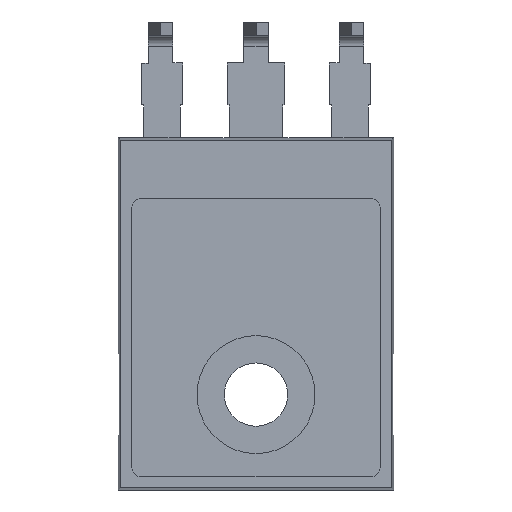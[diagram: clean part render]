
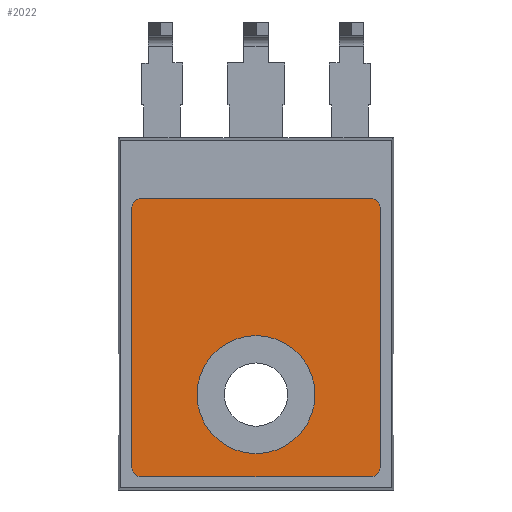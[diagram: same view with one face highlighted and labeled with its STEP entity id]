
A CAD part, front view. The second image highlights one B-rep face of the part: STEP entity #2022.
In plain terms, the highlighted planar face has unit normal (0, -1, 0).
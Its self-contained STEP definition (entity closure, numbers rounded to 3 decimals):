
#46 = AXIS2_PLACEMENT_3D ( 'NONE', #3052, #4069, #3338 ) ;
#81 = VERTEX_POINT ( 'NONE', #949 ) ;
#97 = ORIENTED_EDGE ( 'NONE', *, *, #1996, .T. ) ;
#150 = ORIENTED_EDGE ( 'NONE', *, *, #3043, .F. ) ;
#152 = EDGE_CURVE ( 'NONE', #3249, #359, #3103, .T. ) ;
#191 = CIRCLE ( 'NONE', #466, 3.4 ) ;
#220 = EDGE_CURVE ( 'NONE', #359, #2282, #2139, .T. ) ;
#292 = DIRECTION ( 'NONE',  ( 0., -1., 0. ) ) ;
#356 = DIRECTION ( 'NONE',  ( 0., -1., 0. ) ) ;
#359 = VERTEX_POINT ( 'NONE', #1196 ) ;
#365 = CARTESIAN_POINT ( 'NONE',  ( 0., -2.41, 3.4 ) ) ;
#390 = VERTEX_POINT ( 'NONE', #3912 ) ;
#450 = ORIENTED_EDGE ( 'NONE', *, *, #220, .T. ) ;
#463 = ORIENTED_EDGE ( 'NONE', *, *, #3262, .F. ) ;
#466 = AXIS2_PLACEMENT_3D ( 'NONE', #907, #3170, #4195 ) ;
#475 = AXIS2_PLACEMENT_3D ( 'NONE', #3640, #2860, #4217 ) ;
#534 = VERTEX_POINT ( 'NONE', #1567 ) ;
#600 = EDGE_CURVE ( 'NONE', #534, #81, #1808, .T. ) ;
#715 = CARTESIAN_POINT ( 'NONE',  ( -6.65, -2.41, -4.724 ) ) ;
#769 = VERTEX_POINT ( 'NONE', #715 ) ;
#780 = DIRECTION ( 'NONE',  ( 0., -1., 0. ) ) ;
#812 = CARTESIAN_POINT ( 'NONE',  ( -6.65, -2.41, 11.3 ) ) ;
#907 = CARTESIAN_POINT ( 'NONE',  ( 0., -2.41, 0. ) ) ;
#919 = VERTEX_POINT ( 'NONE', #2852 ) ;
#948 = CIRCLE ( 'NONE', #46, 0.5 ) ;
#949 = CARTESIAN_POINT ( 'NONE',  ( 7.15, -2.41, -4.224 ) ) ;
#991 = FACE_BOUND ( 'NONE', #3395, .T. ) ;
#1057 = DIRECTION ( 'NONE',  ( 1., 0., 0. ) ) ;
#1095 = DIRECTION ( 'NONE',  ( 0., 0., -1. ) ) ;
#1196 = CARTESIAN_POINT ( 'NONE',  ( -7.15, -2.41, 10.8 ) ) ;
#1202 = AXIS2_PLACEMENT_3D ( 'NONE', #2520, #1852, #3220 ) ;
#1312 = FACE_OUTER_BOUND ( 'NONE', #3941, .T. ) ;
#1420 = ORIENTED_EDGE ( 'NONE', *, *, #3186, .T. ) ;
#1447 = VECTOR ( 'NONE', #1930, 1000. ) ;
#1455 = LINE ( 'NONE', #4175, #3792 ) ;
#1508 = AXIS2_PLACEMENT_3D ( 'NONE', #3822, #780, #1095 ) ;
#1543 = DIRECTION ( 'NONE',  ( 0., 0., -1. ) ) ;
#1567 = CARTESIAN_POINT ( 'NONE',  ( 6.65, -2.41, -4.724 ) ) ;
#1628 = CARTESIAN_POINT ( 'NONE',  ( 6.65, -2.41, 11.3 ) ) ;
#1646 = LINE ( 'NONE', #3641, #1447 ) ;
#1682 = EDGE_CURVE ( 'NONE', #769, #534, #3529, .T. ) ;
#1808 = CIRCLE ( 'NONE', #475, 0.5 ) ;
#1826 = ORIENTED_EDGE ( 'NONE', *, *, #600, .T. ) ;
#1852 = DIRECTION ( 'NONE',  ( 0., -1., 0. ) ) ;
#1855 = ORIENTED_EDGE ( 'NONE', *, *, #1682, .T. ) ;
#1930 = DIRECTION ( 'NONE',  ( 0., 0., 1. ) ) ;
#1996 = EDGE_CURVE ( 'NONE', #2282, #769, #948, .T. ) ;
#2022 = ADVANCED_FACE ( 'NONE', ( #1312, #991 ), #3112, .T. ) ;
#2139 = LINE ( 'NONE', #3876, #3458 ) ;
#2171 = ORIENTED_EDGE ( 'NONE', *, *, #152, .T. ) ;
#2282 = VERTEX_POINT ( 'NONE', #3886 ) ;
#2317 = EDGE_CURVE ( 'NONE', #390, #3354, #3405, .T. ) ;
#2369 = AXIS2_PLACEMENT_3D ( 'NONE', #3392, #356, #3060 ) ;
#2520 = CARTESIAN_POINT ( 'NONE',  ( 6.65, -2.41, 10.8 ) ) ;
#2852 = CARTESIAN_POINT ( 'NONE',  ( 0., -2.41, -3.4 ) ) ;
#2860 = DIRECTION ( 'NONE',  ( 0., -1., 0. ) ) ;
#2937 = VECTOR ( 'NONE', #1057, 1000. ) ;
#2995 = DIRECTION ( 'NONE',  ( 0., 0., -1. ) ) ;
#3043 = EDGE_CURVE ( 'NONE', #919, #4302, #3455, .T. ) ;
#3052 = CARTESIAN_POINT ( 'NONE',  ( -6.65, -2.41, -4.224 ) ) ;
#3060 = DIRECTION ( 'NONE',  ( 0., 0., -1. ) ) ;
#3103 = CIRCLE ( 'NONE', #2369, 0.5 ) ;
#3112 = PLANE ( 'NONE',  #1508 ) ;
#3118 = CARTESIAN_POINT ( 'NONE',  ( 6.65, -2.41, -4.724 ) ) ;
#3170 = DIRECTION ( 'NONE',  ( 0., -1., 0. ) ) ;
#3186 = EDGE_CURVE ( 'NONE', #3354, #3249, #1455, .T. ) ;
#3220 = DIRECTION ( 'NONE',  ( 0., 0., 1. ) ) ;
#3249 = VERTEX_POINT ( 'NONE', #812 ) ;
#3262 = EDGE_CURVE ( 'NONE', #4302, #919, #191, .T. ) ;
#3325 = ORIENTED_EDGE ( 'NONE', *, *, #2317, .T. ) ;
#3327 = CARTESIAN_POINT ( 'NONE',  ( 0., -2.41, 0. ) ) ;
#3338 = DIRECTION ( 'NONE',  ( 0., 0., -1. ) ) ;
#3354 = VERTEX_POINT ( 'NONE', #1628 ) ;
#3392 = CARTESIAN_POINT ( 'NONE',  ( -6.65, -2.41, 10.8 ) ) ;
#3395 = EDGE_LOOP ( 'NONE', ( #463, #150 ) ) ;
#3405 = CIRCLE ( 'NONE', #1202, 0.5 ) ;
#3438 = EDGE_CURVE ( 'NONE', #81, #390, #1646, .T. ) ;
#3455 = CIRCLE ( 'NONE', #4236, 3.4 ) ;
#3458 = VECTOR ( 'NONE', #1543, 1000. ) ;
#3529 = LINE ( 'NONE', #3118, #2937 ) ;
#3640 = CARTESIAN_POINT ( 'NONE',  ( 6.65, -2.41, -4.224 ) ) ;
#3641 = CARTESIAN_POINT ( 'NONE',  ( 7.15, -2.41, 10.8 ) ) ;
#3792 = VECTOR ( 'NONE', #3836, 1000. ) ;
#3822 = CARTESIAN_POINT ( 'NONE',  ( -6.65, -2.41, -4.224 ) ) ;
#3836 = DIRECTION ( 'NONE',  ( -1., 0., 0. ) ) ;
#3876 = CARTESIAN_POINT ( 'NONE',  ( -7.15, -2.41, -4.224 ) ) ;
#3886 = CARTESIAN_POINT ( 'NONE',  ( -7.15, -2.41, -4.224 ) ) ;
#3912 = CARTESIAN_POINT ( 'NONE',  ( 7.15, -2.41, 10.8 ) ) ;
#3941 = EDGE_LOOP ( 'NONE', ( #97, #1855, #1826, #4110, #3325, #1420, #2171, #450 ) ) ;
#4069 = DIRECTION ( 'NONE',  ( 0., -1., 0. ) ) ;
#4110 = ORIENTED_EDGE ( 'NONE', *, *, #3438, .T. ) ;
#4175 = CARTESIAN_POINT ( 'NONE',  ( -6.65, -2.41, 11.3 ) ) ;
#4195 = DIRECTION ( 'NONE',  ( 0., 0., -1. ) ) ;
#4217 = DIRECTION ( 'NONE',  ( 0., 0., 1. ) ) ;
#4236 = AXIS2_PLACEMENT_3D ( 'NONE', #3327, #292, #2995 ) ;
#4302 = VERTEX_POINT ( 'NONE', #365 ) ;
